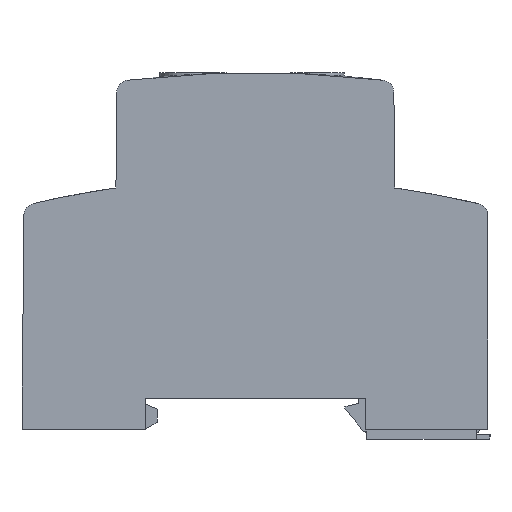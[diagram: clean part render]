
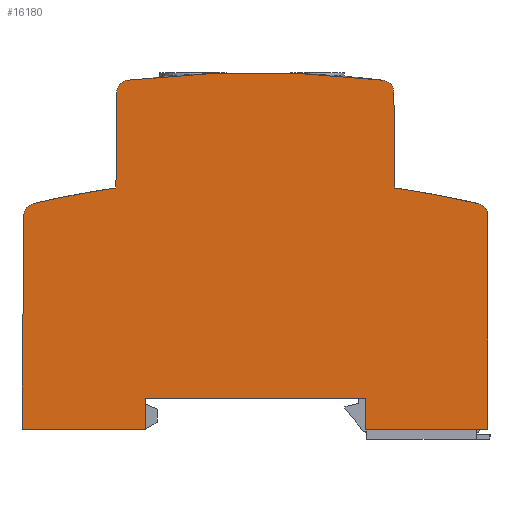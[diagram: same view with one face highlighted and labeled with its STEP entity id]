
A CAD part, left-side view. The second image highlights one B-rep face of the part: STEP entity #16180.
In plain terms, the highlighted face is planar.
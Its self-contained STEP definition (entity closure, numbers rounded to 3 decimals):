
#8110=CARTESIAN_POINT('',(106.975,16.056,-20.25));
#8120=VERTEX_POINT('',#8110);
#8170=CARTESIAN_POINT('',(45.021,16.056,-20.25));
#8180=DIRECTION('',(1.,0.,0.));
#8190=VECTOR('',#8180,1.);
#8200=LINE('',#8170,#8190);
#8210=CARTESIAN_POINT('',(87.091,16.056,-20.25));
#8220=VERTEX_POINT('',#8210);
#8230=EDGE_CURVE('',#8220,#8120,#8200,.T.);
#13940=CARTESIAN_POINT('',(46.992,70.373,-20.25));
#13950=VERTEX_POINT('',#13940);
#14120=CARTESIAN_POINT('',(46.858,54.948,-20.25));
#14130=VERTEX_POINT('',#14120);
#14160=CARTESIAN_POINT('',(46.861,55.264,-20.25));
#14170=DIRECTION('',(-0.009,-1.,
0.));
#14180=VECTOR('',#14170,1.);
#14190=LINE('',#14160,#14180);
#14200=EDGE_CURVE('',#13950,#14130,#14190,.T.);
#14940=CARTESIAN_POINT('',(69.341,23.506,-20.25));
#14950=DIRECTION('',(0.,0.,-1.));
#14960=DIRECTION('',(-1.,0.,0.));
#14970=AXIS2_PLACEMENT_3D('',#14940,#14950,#14960);
#14980=PLANE('',#14970);
#14990=CARTESIAN_POINT('',(69.341,-101.444,-20.25));
#15000=DIRECTION('',(0.,0.,-1.));
#15010=DIRECTION('',(-1.,0.,0.));
#15020=AXIS2_PLACEMENT_3D('',#14990,#15000,#15010);
#15030=CIRCLE('',#15020,158.);
#15040=CARTESIAN_POINT('',(33.386,52.411,
-20.25));
#15050=VERTEX_POINT('',#15040);
#15060=EDGE_CURVE('',#15050,#14130,#15030,.T.);
#15070=ORIENTED_EDGE('',*,*,#15060,.T.);
#15080=CARTESIAN_POINT('',(33.841,50.463,
-20.25));
#15090=DIRECTION('',(0.,0.,-1.));
#15100=DIRECTION('',(-1.,0.,0.));
#15110=AXIS2_PLACEMENT_3D('',#15080,#15090,#15100);
#15120=CIRCLE('',#15110,2.);
#15130=CARTESIAN_POINT('',(31.841,50.463,
-20.25));
#15140=VERTEX_POINT('',#15130);
#15150=EDGE_CURVE('',#15140,#15050,#15120,.T.);
#15160=ORIENTED_EDGE('',*,*,#15150,.T.);
#15170=CARTESIAN_POINT('',(31.841,55.264,
-20.25));
#15180=DIRECTION('',(0.,1.,0.));
#15190=VECTOR('',#15180,1.);
#15200=LINE('',#15170,#15190);
#15210=CARTESIAN_POINT('',(31.841,16.056,
-20.25));
#15220=VERTEX_POINT('',#15210);
#15230=EDGE_CURVE('',#15220,#15140,#15200,.T.);
#15240=ORIENTED_EDGE('',*,*,#15230,.T.);
#15250=CARTESIAN_POINT('',(45.021,16.056,-20.25));
#15260=DIRECTION('',(1.,0.,0.));
#15270=VECTOR('',#15260,1.);
#15280=LINE('',#15250,#15270);
#15290=CARTESIAN_POINT('',(51.591,16.056,-20.25));
#15300=VERTEX_POINT('',#15290);
#15310=EDGE_CURVE('',#15220,#15300,#15280,.T.);
#15320=ORIENTED_EDGE('',*,*,#15310,.F.);
#15330=CARTESIAN_POINT('',(51.591,55.264,-20.25));
#15340=DIRECTION('',(0.,-1.,0.));
#15350=VECTOR('',#15340,1.);
#15360=LINE('',#15330,#15350);
#15370=CARTESIAN_POINT('',(51.591,21.056,-20.25));
#15380=VERTEX_POINT('',#15370);
#15390=EDGE_CURVE('',#15380,#15300,#15360,.T.);
#15400=ORIENTED_EDGE('',*,*,#15390,.T.);
#15410=CARTESIAN_POINT('',(45.021,21.056,-20.25));
#15420=DIRECTION('',(1.,0.,0.));
#15430=VECTOR('',#15420,1.);
#15440=LINE('',#15410,#15430);
#15450=CARTESIAN_POINT('',(87.091,21.056,-20.25));
#15460=VERTEX_POINT('',#15450);
#15470=EDGE_CURVE('',#15380,#15460,#15440,.T.);
#15480=ORIENTED_EDGE('',*,*,#15470,.F.);
#15490=CARTESIAN_POINT('',(87.091,55.264,-20.25));
#15500=DIRECTION('',(0.,-1.,0.));
#15510=VECTOR('',#15500,1.);
#15520=LINE('',#15490,#15510);
#15530=EDGE_CURVE('',#15460,#8220,#15520,.T.);
#15540=ORIENTED_EDGE('',*,*,#15530,.F.);
#15550=ORIENTED_EDGE('',*,*,#8230,.F.);
#15560=CARTESIAN_POINT('',(106.633,55.264,-20.25));
#15570=DIRECTION('',(0.009,-1.,
0.));
#15580=VECTOR('',#15570,1.);
#15590=LINE('',#15560,#15580);
#15600=CARTESIAN_POINT('',(106.674,50.52,-20.25));
#15610=VERTEX_POINT('',#15600);
#15620=EDGE_CURVE('',#15610,#8120,#15590,.T.);
#15630=ORIENTED_EDGE('',*,*,#15620,.T.);
#15640=CARTESIAN_POINT('',(104.674,50.502,-20.25));
#15650=DIRECTION('',(0.,0.,-1.));
#15660=DIRECTION('',(-1.,0.,0.));
#15670=AXIS2_PLACEMENT_3D('',#15640,#15650,#15660);
#15680=CIRCLE('',#15670,2.);
#15690=CARTESIAN_POINT('',(105.127,52.45,-20.25));
#15700=VERTEX_POINT('',#15690);
#15710=EDGE_CURVE('',#15700,#15610,#15680,.T.);
#15720=ORIENTED_EDGE('',*,*,#15710,.T.);
#15730=CARTESIAN_POINT('',(69.341,-101.444,-20.25));
#15740=DIRECTION('',(0.,0.,-1.));
#15750=DIRECTION('',(-1.,0.,0.));
#15760=AXIS2_PLACEMENT_3D('',#15730,#15740,#15750);
#15770=CIRCLE('',#15760,158.);
#15780=CARTESIAN_POINT('',(91.825,54.948,-20.25));
#15790=VERTEX_POINT('',#15780);
#15800=EDGE_CURVE('',#15790,#15700,#15770,.T.);
#15810=ORIENTED_EDGE('',*,*,#15800,.T.);
#15820=CARTESIAN_POINT('',(91.822,55.264,-20.25));
#15830=DIRECTION('',(-0.009,1.,
0.));
#15840=VECTOR('',#15830,1.);
#15850=LINE('',#15820,#15840);
#15860=CARTESIAN_POINT('',(91.69,70.373,-20.25));
#15870=VERTEX_POINT('',#15860);
#15880=EDGE_CURVE('',#15790,#15870,#15850,.T.);
#15890=ORIENTED_EDGE('',*,*,#15880,.F.);
#15900=CARTESIAN_POINT('',(89.69,70.355,-20.25));
#15910=DIRECTION('',(0.,0.,1.));
#15920=DIRECTION('',(1.,0.,0.));
#15930=AXIS2_PLACEMENT_3D('',#15900,#15910,#15920);
#15940=CIRCLE('',#15930,2.);
#15950=CARTESIAN_POINT('',(89.926,72.341,-20.25));
#15960=VERTEX_POINT('',#15950);
#15970=EDGE_CURVE('',#15870,#15960,#15940,.T.);
#15980=ORIENTED_EDGE('',*,*,#15970,.F.);
#15990=CARTESIAN_POINT('',(69.341,-101.444,-20.25));
#16000=DIRECTION('',(0.,0.,-1.));
#16010=DIRECTION('',(-1.,0.,0.));
#16020=AXIS2_PLACEMENT_3D('',#15990,#16000,#16010);
#16030=CIRCLE('',#16020,175.);
#16040=CARTESIAN_POINT('',(48.757,72.341,-20.25));
#16050=VERTEX_POINT('',#16040);
#16060=EDGE_CURVE('',#16050,#15960,#16030,.T.);
#16070=ORIENTED_EDGE('',*,*,#16060,.T.);
#16080=CARTESIAN_POINT('',(48.992,70.355,-20.25));
#16090=DIRECTION('',(0.,0.,1.));
#16100=DIRECTION('',(1.,0.,0.));
#16110=AXIS2_PLACEMENT_3D('',#16080,#16090,#16100);
#16120=CIRCLE('',#16110,2.);
#16130=EDGE_CURVE('',#16050,#13950,#16120,.T.);
#16140=ORIENTED_EDGE('',*,*,#16130,.F.);
#16150=ORIENTED_EDGE('',*,*,#14200,.F.);
#16160=EDGE_LOOP('',(#16150,#16140,#16070,#15980,#15890,#15810,#15720,
#15630,#15550,#15540,#15480,#15400,#15320,#15240,#15160,#15070));
#16170=FACE_OUTER_BOUND('',#16160,.T.);
#16180=ADVANCED_FACE('',(#16170),#14980,.T.);
